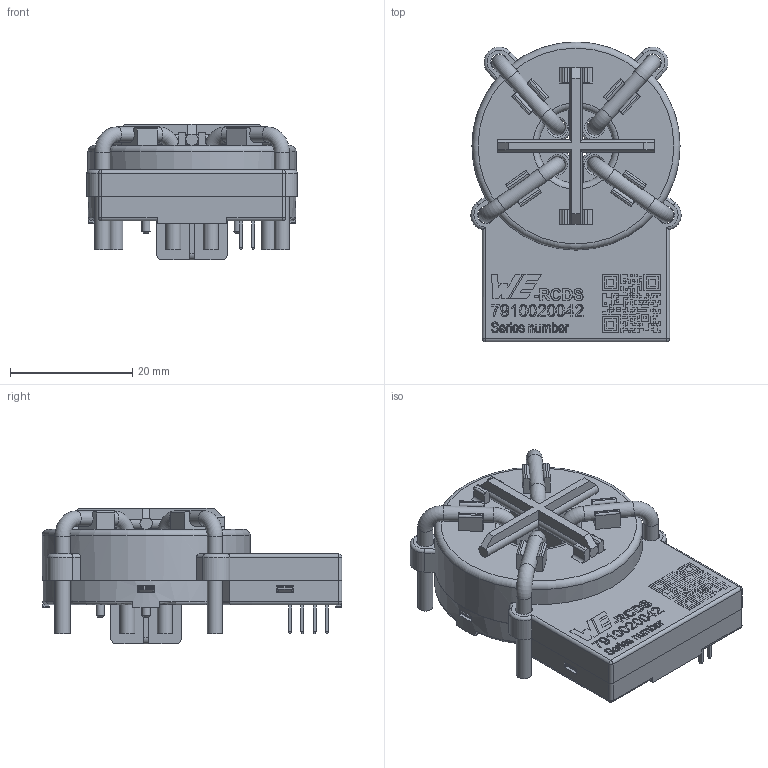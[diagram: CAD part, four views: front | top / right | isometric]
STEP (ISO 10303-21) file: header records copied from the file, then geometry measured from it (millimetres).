
FILE_DESCRIPTION(/* description */ ('Unknown'),/* implementation_level */ '2;1');
FILE_NAME(/* name */ 'U_Wurth_WE-RCDS_7910020042',/* time_stamp */ '2025-08-07T11:39:39+08:00',/* author */ ('Unknown'),/* organization */ ('Unknown'),/* preprocessor_version */ 'ST-DEVELOPER v19.4',/* originating_system */ 'Solid Edge',/* authorisation */ 'Unknown');
FILE_SCHEMA (('AUTOMOTIVE_DESIGN {1 0 10303 214 3 1 1}'));
Products named in the file (2): U_Wurth_WE-RCDS_7910020042
Assembly tree (1 placements, depth 2):
  U_Wurth_WE-RCDS_7910020042
    U_Wurth_WE-RCDS_7910020042
Bounding box: 34.35 x 49 x 22.2 mm (x, y, z)
Volume: 10229.5 mm3; surface area: 21306.8 mm2
Topology: 171 solids, 171 shells, 2240 faces, 4923 edges, 3133 vertices
Faces by surface type: plane 1517, cylinder 414, torus 224, bspline 56, sphere 22, cone 7
Full cylindrical faces by diameter (mm): 0.2 x179, 0.9 x8, 1.35 x3, 1.75 x3, 2.5 x12, 2.7 x4, 2.8 x4, 12.2 x2, 22.7 x2, 23.5 x2, 24.3 x2, 24.6 x1, 25 x1, 27 x1, 27.5 x1, 28.5 x2, 29.5 x2, 30.5 x2, 31.8 x1, 34 x1
Entity records: 71896 total; most frequent: CARTESIAN_POINT 13599, DIRECTION 9421, ORIENTED_EDGE 8860, EDGE_CURVE 4430, AXIS2_PLACEMENT_3D 3216, VERTEX_POINT 3105, LINE 2989, VECTOR 2989
